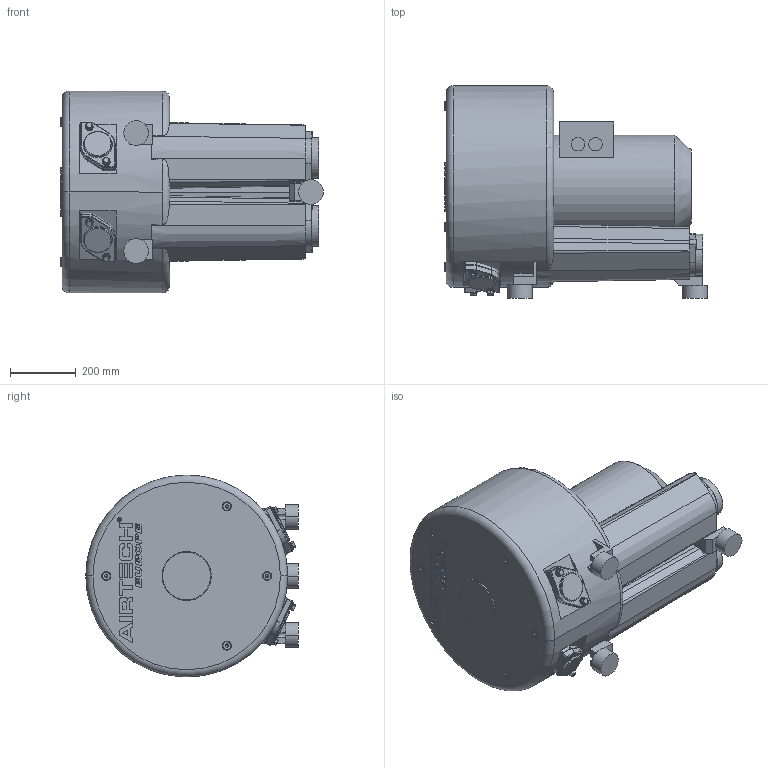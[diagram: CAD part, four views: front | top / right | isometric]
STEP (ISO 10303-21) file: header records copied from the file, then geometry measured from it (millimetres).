
FILE_DESCRIPTION((''),'2;1');
FILE_NAME('ASC1950_2PT252_01_ASM','2022-10-10T',('wgehrig'),('vacuvane vacuum technology gmbh'),'CREO PARAMETRIC BY PTC INC, 2018360','CREO PARAMETRIC BY PTC INC, 2018360','');
FILE_SCHEMA(('CONFIG_CONTROL_DESIGN'));
Length unit declared in the file: millimetre
Products named in the file (7): VSC1950_2PT252_7_4; GEWINDEFLANSCH_4_ZOLL_3; GUMMIPUFFER_2; STUTZEN; FLANSCH; BEFESTIGUNG; ASC1950_2PT252_01_ASM
Assembly tree (13 placements, depth 2):
  ASC1950_2PT252_01_ASM
    VSC1950_2PT252_7_4
    GEWINDEFLANSCH_4_ZOLL_3  x2
    GUMMIPUFFER_2  x3
    STUTZEN
    FLANSCH  x2
    BEFESTIGUNG  x4
Bounding box: 800.5 x 647.5 x 615 mm (x, y, z)
Volume: 145890743.7 mm3; surface area: 2776042.7 mm2
Topology: 14 solids, 14 shells, 820 faces, 2004 edges, 1245 vertices
Faces by surface type: plane 427, cylinder 229, cone 66, torus 42, bspline 32, sphere 24
Entity records: 18476 total; most frequent: CARTESIAN_POINT 3899, DIRECTION 3101, ORIENTED_EDGE 2940, EDGE_CURVE 1470, AXIS2_PLACEMENT_3D 1078, VERTEX_POINT 955, VECTOR 945, LINE 945
